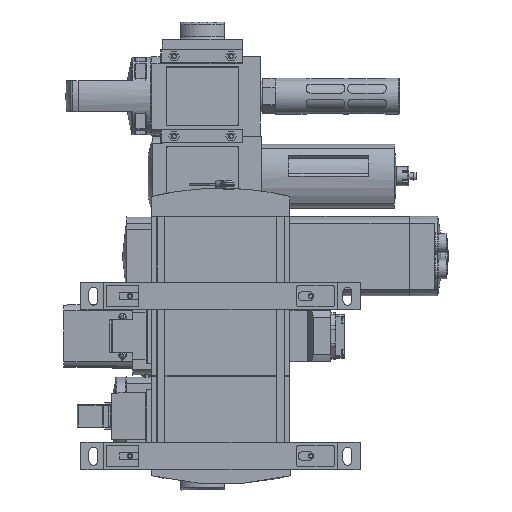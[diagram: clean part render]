
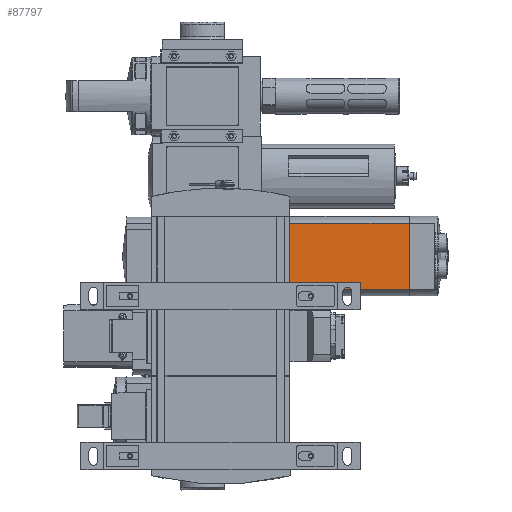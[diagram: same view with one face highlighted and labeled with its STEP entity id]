
A CAD part, left-side view. The second image highlights one B-rep face of the part: STEP entity #87797.
In plain terms, the highlighted planar face has unit normal (-1, 0, 0).
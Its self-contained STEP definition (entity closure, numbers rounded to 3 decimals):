
#1712=PLANE('',#93902);
#6694=FACE_OUTER_BOUND('',#11546,.T.);
#11546=EDGE_LOOP('',(#64836,#64837,#64838,#64839));
#17687=LINE('',#134807,#26034);
#17705=LINE('',#134843,#26052);
#18289=LINE('',#136111,#26636);
#18290=LINE('',#136112,#26637);
#26034=VECTOR('',#107234,1000.);
#26052=VECTOR('',#107266,1000.);
#26636=VECTOR('',#108422,1000.);
#26637=VECTOR('',#108423,1000.);
#37521=VERTEX_POINT('',#134804);
#37522=VERTEX_POINT('',#134806);
#37532=VERTEX_POINT('',#134840);
#37533=VERTEX_POINT('',#134842);
#47039=EDGE_CURVE('',#37522,#37521,#17687,.T.);
#47057=EDGE_CURVE('',#37532,#37533,#17705,.T.);
#47693=EDGE_CURVE('',#37532,#37522,#18289,.T.);
#47694=EDGE_CURVE('',#37533,#37521,#18290,.T.);
#64836=ORIENTED_EDGE('',*,*,#47693,.T.);
#64837=ORIENTED_EDGE('',*,*,#47039,.T.);
#64838=ORIENTED_EDGE('',*,*,#47694,.F.);
#64839=ORIENTED_EDGE('',*,*,#47057,.F.);
#87797=ADVANCED_FACE('',(#6694),#1712,.F.);
#93902=AXIS2_PLACEMENT_3D('',#136110,#108420,#108421);
#107234=DIRECTION('',(0.,0.,1.));
#107266=DIRECTION('',(0.,0.,1.));
#108420=DIRECTION('center_axis',(1.,0.,0.));
#108421=DIRECTION('ref_axis',(0.,0.,-1.));
#108422=DIRECTION('',(0.,-1.,0.));
#108423=DIRECTION('',(0.,-1.,0.));
#134804=CARTESIAN_POINT('',(-59.487,-160.3,-529.36));
#134806=CARTESIAN_POINT('',(-59.487,-160.3,-580.56));
#134807=CARTESIAN_POINT('',(-59.487,-160.3,-580.56));
#134840=CARTESIAN_POINT('',(-59.487,-45.8,-580.56));
#134842=CARTESIAN_POINT('',(-59.487,-45.8,-529.36));
#134843=CARTESIAN_POINT('',(-59.487,-45.8,-580.56));
#136110=CARTESIAN_POINT('Origin',(-59.487,-43.1,-580.56));
#136111=CARTESIAN_POINT('',(-59.487,-43.1,-580.56));
#136112=CARTESIAN_POINT('',(-59.487,-43.1,-529.36));
